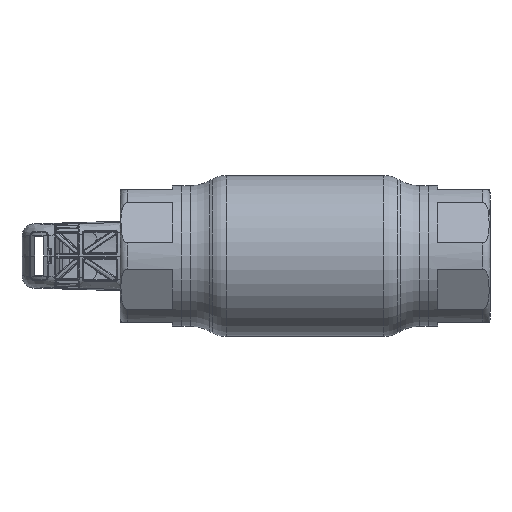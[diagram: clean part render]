
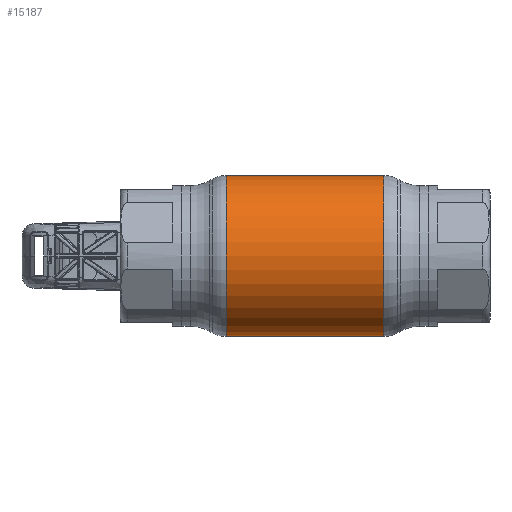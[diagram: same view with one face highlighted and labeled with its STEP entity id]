
A CAD part, front view. The second image highlights one B-rep face of the part: STEP entity #15187.
In plain terms, the highlighted cylindrical face has radius 34 mm (diameter 68 mm), a partial arc.
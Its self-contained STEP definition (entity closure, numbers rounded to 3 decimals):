
#3145 = VERTEX_POINT ( 'NONE', #48562 ) ;
#5675 = VECTOR ( 'NONE', #7492, 1000. ) ;
#6628 = CARTESIAN_POINT ( 'NONE',  ( -62.69, 0., 0. ) ) ;
#7492 = DIRECTION ( 'NONE',  ( -1., 0., 0. ) ) ;
#10384 = AXIS2_PLACEMENT_3D ( 'NONE', #52897, #38973, #29673 ) ;
#12143 = CARTESIAN_POINT ( 'NONE',  ( -62.69, 0., -34. ) ) ;
#12451 = AXIS2_PLACEMENT_3D ( 'NONE', #43174, #52856, #38283 ) ;
#15187 = ADVANCED_FACE ( 'NONE', ( #23321 ), #48287, .T. ) ;
#16034 = ORIENTED_EDGE ( 'NONE', *, *, #26199, .F. ) ;
#18478 = LINE ( 'NONE', #12143, #5675 ) ;
#22203 = CARTESIAN_POINT ( 'NONE',  ( -33.177, 0., -34. ) ) ;
#23321 = FACE_OUTER_BOUND ( 'NONE', #58485, .T. ) ;
#24019 = CARTESIAN_POINT ( 'NONE',  ( 33.177, 0., 34. ) ) ;
#24102 = AXIS2_PLACEMENT_3D ( 'NONE', #6628, #55425, #25851 ) ;
#25282 = VERTEX_POINT ( 'NONE', #39043 ) ;
#25823 = ORIENTED_EDGE ( 'NONE', *, *, #42675, .T. ) ;
#25851 = DIRECTION ( 'NONE',  ( 0., 0., 1. ) ) ;
#26199 = EDGE_CURVE ( 'NONE', #25282, #42410, #18478, .T. ) ;
#28180 = LINE ( 'NONE', #39348, #35783 ) ;
#29673 = DIRECTION ( 'NONE',  ( 0., 0., 1. ) ) ;
#35783 = VECTOR ( 'NONE', #40169, 1000. ) ;
#38283 = DIRECTION ( 'NONE',  ( 0., 0., 1. ) ) ;
#38507 = CIRCLE ( 'NONE', #10384, 34. ) ;
#38973 = DIRECTION ( 'NONE',  ( -1., 0., 0. ) ) ;
#39043 = CARTESIAN_POINT ( 'NONE',  ( 33.177, 0., -34. ) ) ;
#39348 = CARTESIAN_POINT ( 'NONE',  ( -62.69, 0., 34. ) ) ;
#40169 = DIRECTION ( 'NONE',  ( -1., 0., 0. ) ) ;
#40566 = ORIENTED_EDGE ( 'NONE', *, *, #52652, .T. ) ;
#42410 = VERTEX_POINT ( 'NONE', #22203 ) ;
#42675 = EDGE_CURVE ( 'NONE', #60246, #3145, #28180, .T. ) ;
#43174 = CARTESIAN_POINT ( 'NONE',  ( 33.177, 0., 0. ) ) ;
#48287 = CYLINDRICAL_SURFACE ( 'NONE', #24102, 34. ) ;
#48562 = CARTESIAN_POINT ( 'NONE',  ( -33.177, 0., 34. ) ) ;
#50913 = EDGE_CURVE ( 'NONE', #42410, #3145, #38507, .T. ) ;
#52652 = EDGE_CURVE ( 'NONE', #25282, #60246, #61800, .T. ) ;
#52856 = DIRECTION ( 'NONE',  ( -1., 0., 0. ) ) ;
#52897 = CARTESIAN_POINT ( 'NONE',  ( -33.177, 0., 0. ) ) ;
#55425 = DIRECTION ( 'NONE',  ( -1., 0., 0. ) ) ;
#58485 = EDGE_LOOP ( 'NONE', ( #16034, #40566, #25823, #58695 ) ) ;
#58695 = ORIENTED_EDGE ( 'NONE', *, *, #50913, .F. ) ;
#60246 = VERTEX_POINT ( 'NONE', #24019 ) ;
#61800 = CIRCLE ( 'NONE', #12451, 34. ) ;
